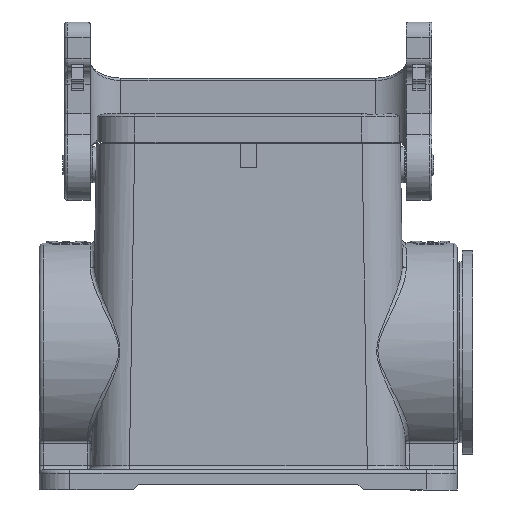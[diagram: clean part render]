
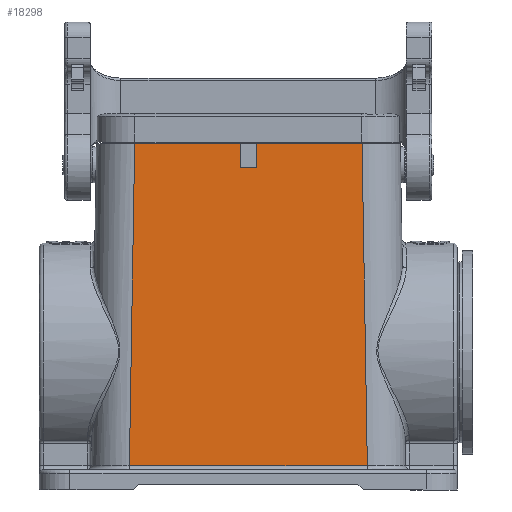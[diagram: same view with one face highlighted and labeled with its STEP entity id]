
A CAD part, front view. The second image highlights one B-rep face of the part: STEP entity #18298.
In plain terms, the highlighted planar face has unit normal (0, -1, 0.009).
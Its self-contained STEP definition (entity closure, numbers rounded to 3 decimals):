
#17522=CARTESIAN_POINT('',(-22.3,-21.5,5.7));
#17523=VERTEX_POINT('',#17522);
#17524=CARTESIAN_POINT('',(-1.6,-21.5,5.7));
#17525=VERTEX_POINT('',#17524);
#17526=CARTESIAN_POINT('',(-22.3,-21.5,5.7));
#17527=DIRECTION('',(1.0,0.0,0.0));
#17528=VECTOR('',#17527,20.7);
#17529=LINE('',#17526,#17528);
#17530=EDGE_CURVE('',#17523,#17525,#17529,.T.);
#17548=CARTESIAN_POINT('',(1.6,-21.5,5.7));
#17549=VERTEX_POINT('',#17548);
#17556=CARTESIAN_POINT('',(22.3,-21.5,5.7));
#17557=VERTEX_POINT('',#17556);
#17558=CARTESIAN_POINT('',(1.6,-21.5,5.7));
#17559=DIRECTION('',(1.0,0.0,0.0));
#17560=VECTOR('',#17559,20.7);
#17561=LINE('',#17558,#17560);
#17562=EDGE_CURVE('',#17549,#17557,#17561,.T.);
#18245=CARTESIAN_POINT('',(0.0,-22.075,-58.25));
#18246=DIRECTION('',(0.0,-1.,0.009));
#18247=DIRECTION('',(0.0,-0.009,-1.));
#18248=AXIS2_PLACEMENT_3D('',#18245,#18246,#18247);
#18249=PLANE('',#18248);
#18250=CARTESIAN_POINT('',(-1.6,-21.542,1.012));
#18251=VERTEX_POINT('',#18250);
#18252=CARTESIAN_POINT('',(-1.6,-21.5,5.7));
#18253=DIRECTION('',(0.0,-0.009,-1.));
#18254=VECTOR('',#18253,4.689);
#18255=LINE('',#18252,#18254);
#18256=EDGE_CURVE('',#17525,#18251,#18255,.T.);
#18257=ORIENTED_EDGE('',*,*,#18256,.F.);
#18258=ORIENTED_EDGE('',*,*,#17530,.F.);
#18259=CARTESIAN_POINT('',(-23.337,-22.068,-57.457));
#18260=VERTEX_POINT('',#18259);
#18261=CARTESIAN_POINT('',(-22.3,-21.5,5.7));
#18262=DIRECTION('',(-0.016,-0.009,-1.));
#18263=VECTOR('',#18262,63.168);
#18264=LINE('',#18261,#18263);
#18265=EDGE_CURVE('',#17523,#18260,#18264,.T.);
#18266=ORIENTED_EDGE('',*,*,#18265,.T.);
#18267=CARTESIAN_POINT('',(23.337,-22.068,-57.457));
#18268=VERTEX_POINT('',#18267);
#18269=CARTESIAN_POINT('',(-23.337,-22.068,-57.457));
#18270=DIRECTION('',(1.0,0.0,0.0));
#18271=VECTOR('',#18270,46.674);
#18272=LINE('',#18269,#18271);
#18273=EDGE_CURVE('',#18260,#18268,#18272,.T.);
#18274=ORIENTED_EDGE('',*,*,#18273,.T.);
#18275=CARTESIAN_POINT('',(23.337,-22.068,-57.457));
#18276=DIRECTION('',(-0.016,0.009,1.));
#18277=VECTOR('',#18276,63.168);
#18278=LINE('',#18275,#18277);
#18279=EDGE_CURVE('',#18268,#17557,#18278,.T.);
#18280=ORIENTED_EDGE('',*,*,#18279,.T.);
#18281=ORIENTED_EDGE('',*,*,#17562,.F.);
#18282=CARTESIAN_POINT('',(1.6,-21.542,1.012));
#18283=VERTEX_POINT('',#18282);
#18284=CARTESIAN_POINT('',(1.6,-21.542,1.012));
#18285=DIRECTION('',(0.,0.009,1.));
#18286=VECTOR('',#18285,4.689);
#18287=LINE('',#18284,#18286);
#18288=EDGE_CURVE('',#18283,#17549,#18287,.T.);
#18289=ORIENTED_EDGE('',*,*,#18288,.F.);
#18290=CARTESIAN_POINT('',(-1.6,-21.542,1.012));
#18291=DIRECTION('',(1.0,0.0,0.0));
#18292=VECTOR('',#18291,3.2);
#18293=LINE('',#18290,#18292);
#18294=EDGE_CURVE('',#18251,#18283,#18293,.T.);
#18295=ORIENTED_EDGE('',*,*,#18294,.F.);
#18296=EDGE_LOOP('',(#18257,#18258,#18266,#18274,#18280,#18281,#18289,#18295));
#18297=FACE_OUTER_BOUND('',#18296,.T.);
#18298=ADVANCED_FACE('',(#18297),#18249,.T.);
